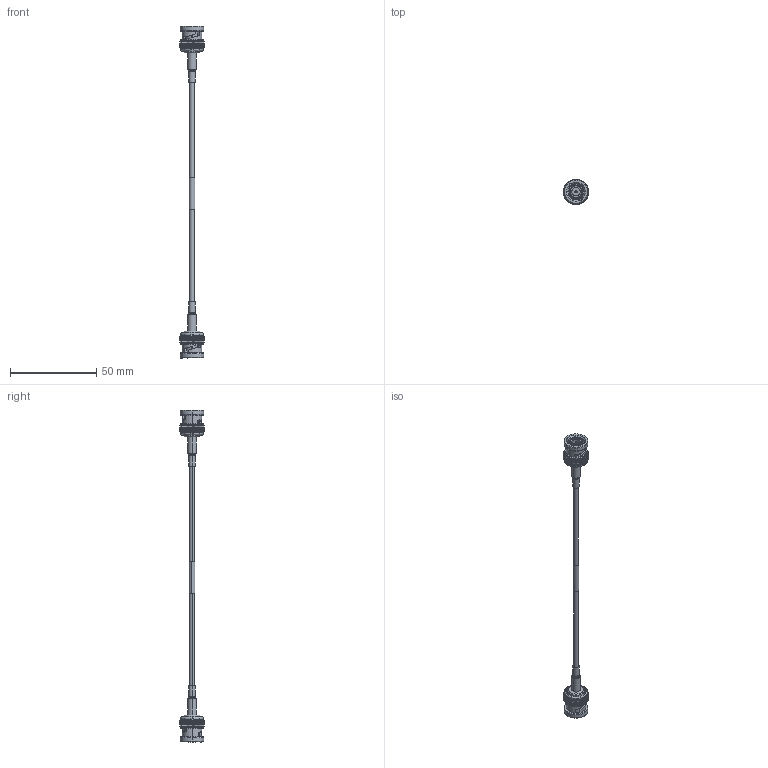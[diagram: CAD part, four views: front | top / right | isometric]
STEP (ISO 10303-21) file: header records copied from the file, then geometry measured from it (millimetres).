
FILE_DESCRIPTION (( 'STEP AP214' ), '1' );
FILE_NAME ('FMC00919_3D.STEP', '2022-08-31T21:40:32', ( '' ), ( '' ), 'SwSTEP 2.0', 'SolidWorks 2021', '' );
FILE_SCHEMA (( 'AUTOMOTIVE_DESIGN' ));
Length unit declared in the file: inch
Products named in the file (5): Copy of HeatShrink-LMR-100A^FMC00919; SC6031; Copy of Label-100^FMC00919; FMC00919_3D; LMR-100A-PVC
Assembly tree (6 placements, depth 2):
  FMC00919_3D
    LMR-100A-PVC
    Copy of HeatShrink-LMR-100A^FMC00919  x2
    Copy of Label-100^FMC00919
    SC6031  x2
Bounding box: 14.46 x 14.46 x 193 mm (x, y, z)
Volume: 4730 mm3; surface area: 6407.6 mm2
Topology: 8 solids, 10 shells, 896 faces, 2026 edges, 1164 vertices
Faces by surface type: plane 338, cone 280, cylinder 242, bspline 24, torus 12
Entity records: 14167 total; most frequent: CARTESIAN_POINT 4074, DIRECTION 2041, ORIENTED_EDGE 2038, EDGE_CURVE 1019, AXIS2_PLACEMENT_3D 859, VERTEX_POINT 586, EDGE_LOOP 465, ADVANCED_FACE 452
